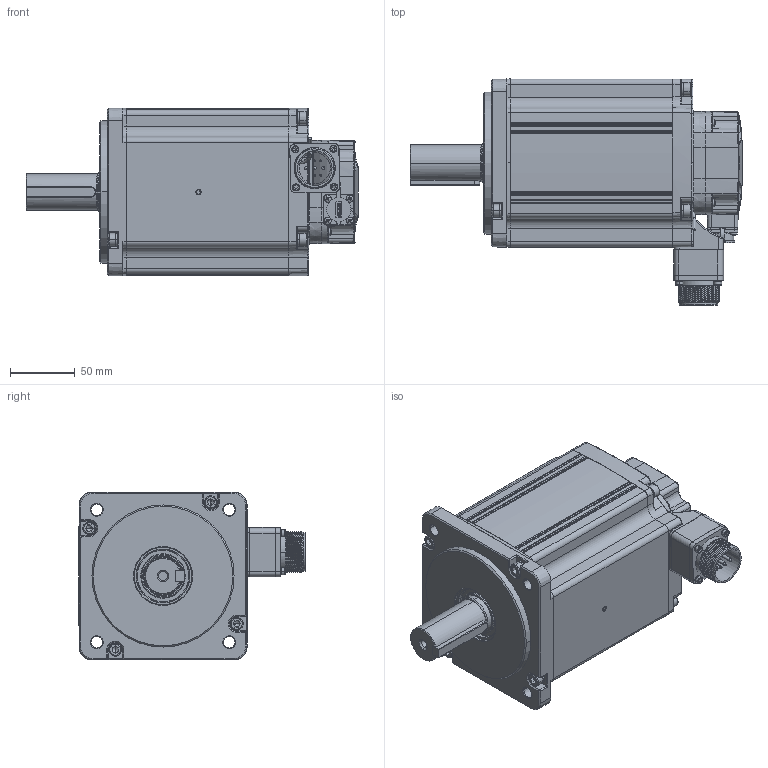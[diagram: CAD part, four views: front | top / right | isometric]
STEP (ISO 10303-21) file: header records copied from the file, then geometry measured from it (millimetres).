
FILE_DESCRIPTION (( 'STEP AP214' ), '1' );
FILE_NAME ('EM3A-30.STEP', '2021-04-29T03:23:10', ( '' ), ( '' ), 'SwSTEP 2.0', 'SolidWorks 2018', '' );
FILE_SCHEMA (( 'AUTOMOTIVE_DESIGN' ));
Length unit declared in the file: millimetre
Products named in the file (2): EM3A-30
Bounding box: 257 x 174.95 x 130 mm (x, y, z)
Surface area: 164020.2 mm2 (no closed solid volume)
Topology: 0 solids, 60 shells, 1030 faces, 3449 edges, 2393 vertices
Faces by surface type: plane 309, cylinder 297, bspline 173, cone 149, torus 68, sphere 34
Entity records: 56163 total; most frequent: CARTESIAN_POINT 16545, DIRECTION 5727, ORIENTED_EDGE 5612, EDGE_CURVE 3411, VERTEX_POINT 2390, AXIS2_PLACEMENT_3D 2175, VECTOR 1377, LINE 1377
